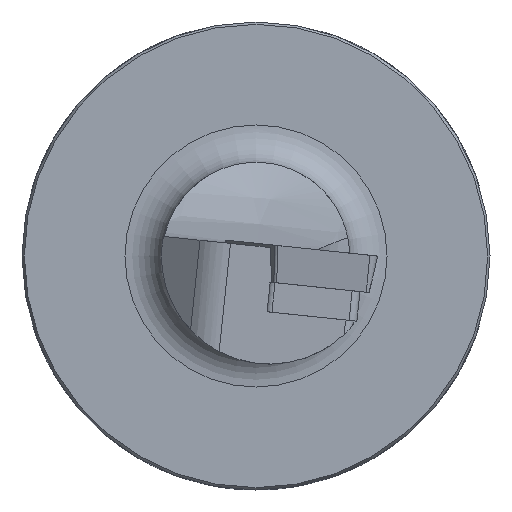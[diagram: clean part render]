
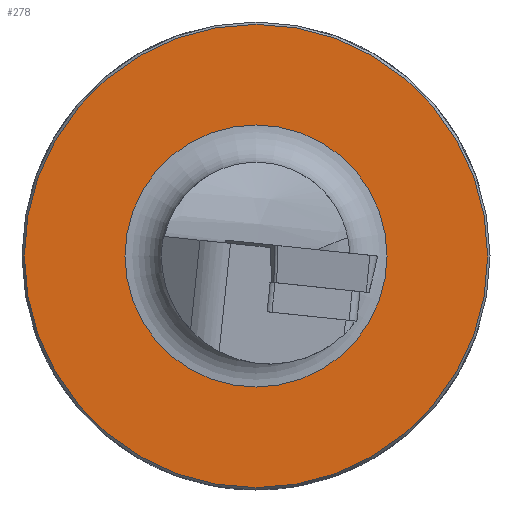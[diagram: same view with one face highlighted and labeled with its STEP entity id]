
A CAD part, left-side view. The second image highlights one B-rep face of the part: STEP entity #278.
In plain terms, the highlighted planar face has unit normal (-1, 0, 0).
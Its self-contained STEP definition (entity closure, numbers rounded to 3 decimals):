
#148=FACE_BOUND('',#450,.T.);
#149=FACE_BOUND('',#451,.T.);
#219=CIRCLE('',#1263,24.75);
#226=CIRCLE('',#1306,14.);
#278=ADVANCED_FACE('',(#148,#149),#328,.F.);
#328=PLANE('',#1307);
#450=EDGE_LOOP('',(#664));
#451=EDGE_LOOP('',(#665));
#664=ORIENTED_EDGE('',*,*,#1015,.T.);
#665=ORIENTED_EDGE('',*,*,#958,.F.);
#843=VERTEX_POINT('',#1871);
#885=VERTEX_POINT('',#2435);
#958=EDGE_CURVE('',#843,#843,#219,.T.);
#1015=EDGE_CURVE('',#885,#885,#226,.T.);
#1263=AXIS2_PLACEMENT_3D('',#1870,#1418,#1419);
#1306=AXIS2_PLACEMENT_3D('',#2434,#1528,#1529);
#1307=AXIS2_PLACEMENT_3D('',#2436,#1530,#1531);
#1418=DIRECTION('',(1.,0.,0.));
#1419=DIRECTION('',(0.,0.,-1.));
#1528=DIRECTION('',(1.,0.,0.));
#1529=DIRECTION('',(0.,0.,1.));
#1530=DIRECTION('',(1.,0.,0.));
#1531=DIRECTION('',(0.,0.,-1.));
#1870=CARTESIAN_POINT('',(60.,0.,0.));
#1871=CARTESIAN_POINT('',(60.,0.,-24.75));
#2434=CARTESIAN_POINT('',(60.,0.,0.));
#2435=CARTESIAN_POINT('',(60.,0.,14.));
#2436=CARTESIAN_POINT('',(60.,154.097,0.));
